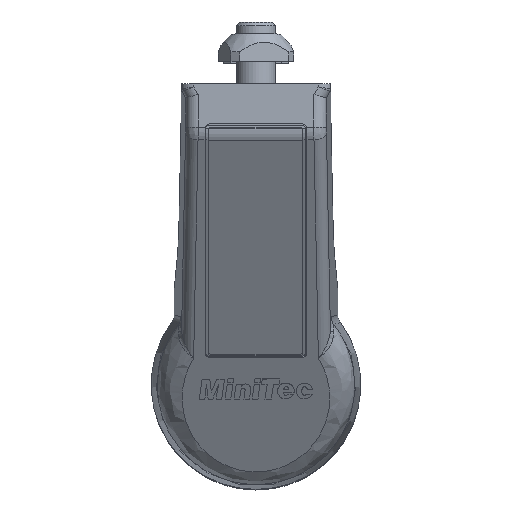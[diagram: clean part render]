
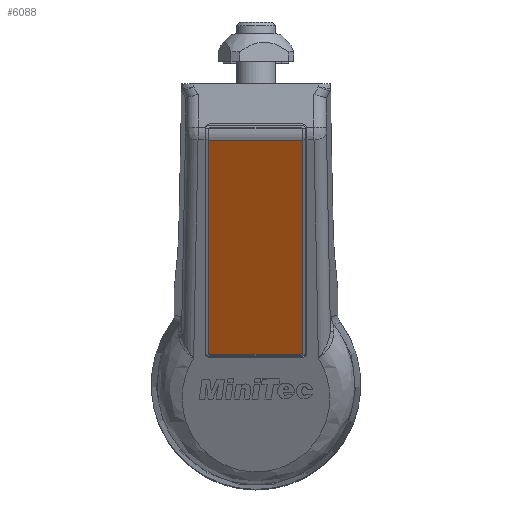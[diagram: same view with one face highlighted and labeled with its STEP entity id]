
A CAD part, top view. The second image highlights one B-rep face of the part: STEP entity #6088.
In plain terms, the highlighted face is planar.
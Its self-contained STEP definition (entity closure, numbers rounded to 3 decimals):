
#497=FACE_OUTER_BOUND('',#854,.T.);
#854=EDGE_LOOP('',(#4146,#4147,#4148,#4149,#4150,#4151));
#1266=LINE('',#9263,#1791);
#1272=LINE('',#9279,#1797);
#1273=LINE('',#9290,#1798);
#1274=LINE('',#9292,#1799);
#1791=VECTOR('',#7385,49.019);
#1797=VECTOR('',#7403,19.);
#1798=VECTOR('',#7408,18.);
#1799=VECTOR('',#7409,49.019);
#2293=CIRCLE('',#6627,0.5);
#2296=CIRCLE('',#6634,0.5);
#2558=VERTEX_POINT('',#9260);
#2559=VERTEX_POINT('',#9262);
#2560=VERTEX_POINT('',#9266);
#2563=VERTEX_POINT('',#9278);
#2565=VERTEX_POINT('',#9289);
#2566=VERTEX_POINT('',#9291);
#3172=EDGE_CURVE('',#2558,#2559,#1266,.T.);
#3174=EDGE_CURVE('',#2560,#2559,#2293,.T.);
#3180=EDGE_CURVE('',#2558,#2563,#1272,.T.);
#3183=EDGE_CURVE('',#2565,#2560,#1273,.T.);
#3184=EDGE_CURVE('',#2563,#2566,#1274,.T.);
#3185=EDGE_CURVE('',#2565,#2566,#2296,.T.);
#4146=ORIENTED_EDGE('',*,*,#3183,.T.);
#4147=ORIENTED_EDGE('',*,*,#3174,.T.);
#4148=ORIENTED_EDGE('',*,*,#3172,.F.);
#4149=ORIENTED_EDGE('',*,*,#3180,.T.);
#4150=ORIENTED_EDGE('',*,*,#3184,.T.);
#4151=ORIENTED_EDGE('',*,*,#3185,.F.);
#5859=PLANE('',#6633);
#6088=ADVANCED_FACE('',(#497),#5859,.T.);
#6627=AXIS2_PLACEMENT_3D('',#9267,#7389,#7390);
#6633=AXIS2_PLACEMENT_3D('',#9288,#7406,#7407);
#6634=AXIS2_PLACEMENT_3D('',#9293,#7410,#7411);
#7385=DIRECTION('',(0.,1.,0.));
#7389=DIRECTION('center_axis',(0.,0.,1.));
#7390=DIRECTION('ref_axis',(-0.707,0.707,0.));
#7403=DIRECTION('',(1.,0.,0.));
#7406=DIRECTION('center_axis',(0.,0.,1.));
#7407=DIRECTION('ref_axis',(-1.,0.,0.));
#7408=DIRECTION('',(-1.,0.,0.));
#7409=DIRECTION('',(0.,1.,0.));
#7410=DIRECTION('center_axis',(0.,0.,-1.));
#7411=DIRECTION('ref_axis',(0.707,0.707,0.));
#9260=CARTESIAN_POINT('',(-9.5,-27.097,1.));
#9262=CARTESIAN_POINT('',(-9.5,21.923,1.));
#9263=CARTESIAN_POINT('',(-9.5,-27.097,1.));
#9266=CARTESIAN_POINT('',(-9.,22.423,1.));
#9267=CARTESIAN_POINT('Origin',(-9.,21.923,1.));
#9278=CARTESIAN_POINT('',(9.5,-27.097,1.));
#9279=CARTESIAN_POINT('',(-9.5,-27.097,1.));
#9288=CARTESIAN_POINT('Origin',(10.,22.923,1.));
#9289=CARTESIAN_POINT('',(9.,22.423,1.));
#9290=CARTESIAN_POINT('',(9.,22.423,1.));
#9291=CARTESIAN_POINT('',(9.5,21.923,1.));
#9292=CARTESIAN_POINT('',(9.5,-27.097,1.));
#9293=CARTESIAN_POINT('Origin',(9.,21.923,1.));
